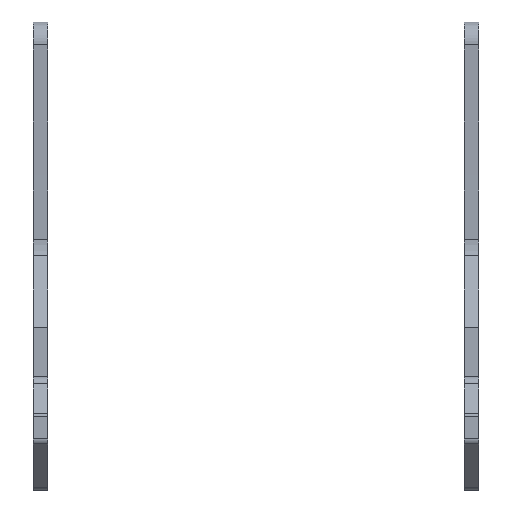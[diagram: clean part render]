
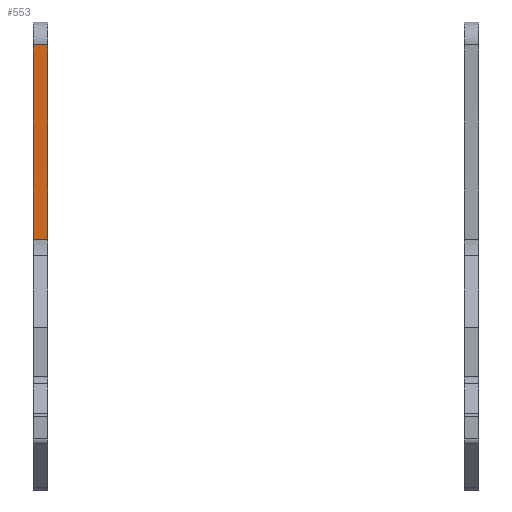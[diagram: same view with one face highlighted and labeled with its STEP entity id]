
A CAD part, front view. The second image highlights one B-rep face of the part: STEP entity #553.
In plain terms, the highlighted cylindrical face has radius 4000 mm (diameter 8000 mm), a partial arc.
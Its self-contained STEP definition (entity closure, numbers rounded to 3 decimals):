
#16 = LINE ( 'NONE', #441, #561 ) ;
#18 = CARTESIAN_POINT ( 'NONE',  ( -229.276, -20.938, 0. ) ) ;
#44 = CIRCLE ( 'NONE', #108, 4000. ) ;
#47 = CARTESIAN_POINT ( 'NONE',  ( 61.936, -4010.323, 0. ) ) ;
#50 = CARTESIAN_POINT ( 'NONE',  ( 61.936, -4010.323, 8. ) ) ;
#59 = VERTEX_POINT ( 'NONE', #106 ) ;
#106 = CARTESIAN_POINT ( 'NONE',  ( -119.909, -14.459, 0. ) ) ;
#108 = AXIS2_PLACEMENT_3D ( 'NONE', #47, #661, #468 ) ;
#116 = DIRECTION ( 'NONE',  ( -1., 0., 0. ) ) ;
#123 = AXIS2_PLACEMENT_3D ( 'NONE', #50, #294, #480 ) ;
#132 = EDGE_CURVE ( 'NONE', #754, #452, #600, .T. ) ;
#216 = DIRECTION ( 'NONE',  ( 0., 0., -1. ) ) ;
#294 = DIRECTION ( 'NONE',  ( 0., 0., 1. ) ) ;
#315 = ORIENTED_EDGE ( 'NONE', *, *, #132, .T. ) ;
#316 = CARTESIAN_POINT ( 'NONE',  ( -119.909, -14.459, 8. ) ) ;
#317 = EDGE_CURVE ( 'NONE', #452, #781, #16, .T. ) ;
#352 = FACE_OUTER_BOUND ( 'NONE', #670, .T. ) ;
#391 = ORIENTED_EDGE ( 'NONE', *, *, #563, .F. ) ;
#421 = DIRECTION ( 'NONE',  ( 0., 0., -1. ) ) ;
#422 = AXIS2_PLACEMENT_3D ( 'NONE', #714, #421, #116 ) ;
#429 = ORIENTED_EDGE ( 'NONE', *, *, #317, .T. ) ;
#441 = CARTESIAN_POINT ( 'NONE',  ( -229.276, -20.938, 8. ) ) ;
#448 = VECTOR ( 'NONE', #216, 1000. ) ;
#452 = VERTEX_POINT ( 'NONE', #581 ) ;
#463 = CARTESIAN_POINT ( 'NONE',  ( -119.909, -14.459, 8. ) ) ;
#468 = DIRECTION ( 'NONE',  ( -1., 0., 0. ) ) ;
#480 = DIRECTION ( 'NONE',  ( 1., 0., 0. ) ) ;
#484 = EDGE_CURVE ( 'NONE', #754, #59, #756, .T. ) ;
#540 = CYLINDRICAL_SURFACE ( 'NONE', #422, 4000. ) ;
#553 = ADVANCED_FACE ( 'NONE', ( #352 ), #540, .F. ) ;
#561 = VECTOR ( 'NONE', #674, 1000. ) ;
#563 = EDGE_CURVE ( 'NONE', #59, #781, #44, .T. ) ;
#581 = CARTESIAN_POINT ( 'NONE',  ( -229.276, -20.938, 8. ) ) ;
#600 = CIRCLE ( 'NONE', #123, 4000. ) ;
#661 = DIRECTION ( 'NONE',  ( 0., 0., 1. ) ) ;
#670 = EDGE_LOOP ( 'NONE', ( #391, #766, #315, #429 ) ) ;
#674 = DIRECTION ( 'NONE',  ( 0., 0., -1. ) ) ;
#714 = CARTESIAN_POINT ( 'NONE',  ( 61.936, -4010.323, 8. ) ) ;
#754 = VERTEX_POINT ( 'NONE', #316 ) ;
#756 = LINE ( 'NONE', #463, #448 ) ;
#766 = ORIENTED_EDGE ( 'NONE', *, *, #484, .F. ) ;
#781 = VERTEX_POINT ( 'NONE', #18 ) ;
